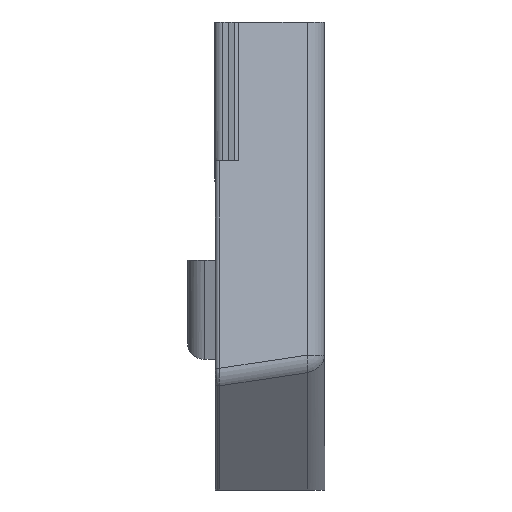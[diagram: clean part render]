
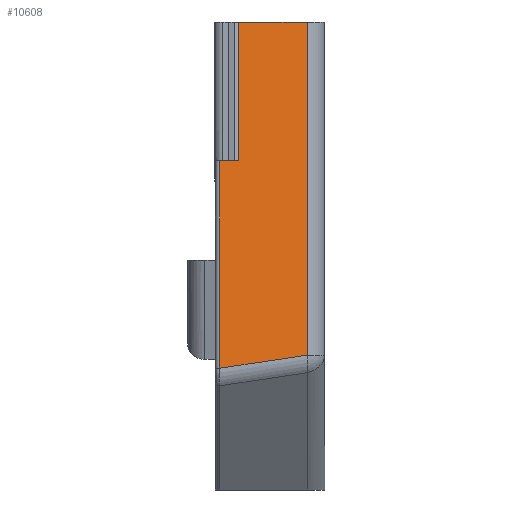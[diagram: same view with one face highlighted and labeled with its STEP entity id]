
A CAD part, left-side view. The second image highlights one B-rep face of the part: STEP entity #10608.
In plain terms, the highlighted planar face has unit normal (-0.94, -0.342, 0).
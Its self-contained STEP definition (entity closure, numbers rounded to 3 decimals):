
#4138 = PLANE('',#4139);
#4139 = AXIS2_PLACEMENT_3D('',#4140,#4141,#4142);
#4140 = CARTESIAN_POINT('',(-47.5,-1.5,-42.));
#4141 = DIRECTION('',(-0.,-0.,-1.));
#4142 = DIRECTION('',(-1.,0.,0.));
#4165 = CYLINDRICAL_SURFACE('',#4166,1.);
#4166 = AXIS2_PLACEMENT_3D('',#4167,#4168,#4169);
#4167 = CARTESIAN_POINT('',(-90.072,-1.5,0.));
#4168 = DIRECTION('',(0.,0.,-1.));
#4169 = DIRECTION('',(0.,1.,0.));
#4488 = PLANE('',#4489);
#4489 = AXIS2_PLACEMENT_3D('',#4490,#4491,#4492);
#4490 = CARTESIAN_POINT('',(-73.125,-22.879,
    0.));
#4491 = DIRECTION('',(0.,0.,1.));
#4492 = DIRECTION('',(0.,1.,0.));
#4516 = CYLINDRICAL_SURFACE('',#4517,8.);
#4517 = AXIS2_PLACEMENT_3D('',#4518,#4519,#4520);
#4518 = CARTESIAN_POINT('',(-73.887,-25.5,0.));
#4519 = DIRECTION('',(0.,0.,-1.));
#4520 = DIRECTION('',(-0.94,-0.342,0.
    ));
#4854 = CYLINDRICAL_SURFACE('',#4855,8.);
#4855 = AXIS2_PLACEMENT_3D('',#4856,#4857,#4858);
#4856 = CARTESIAN_POINT('',(-84.13,2.643,
    -104.947));
#4857 = DIRECTION('',(0.339,-0.93,0.14));
#4858 = DIRECTION('',(-0.94,-0.342,0.)
  );
#7375 = VERTEX_POINT('',#7376);
#7376 = CARTESIAN_POINT('',(-91.012,-1.842,
    -104.684));
#7617 = VERTEX_POINT('',#7618);
#7618 = CARTESIAN_POINT('',(-91.012,-1.842,-42.));
#7640 = EDGE_CURVE('',#7617,#7375,#7641,.T.);
#7641 = SURFACE_CURVE('',#7642,(#7646,#7653),.PCURVE_S1.);
#7642 = LINE('',#7643,#7644);
#7643 = CARTESIAN_POINT('',(-91.012,-1.842,
    0.));
#7644 = VECTOR('',#7645,1.);
#7645 = DIRECTION('',(0.,0.,-1.));
#7646 = PCURVE('',#4165,#7647);
#7647 = DEFINITIONAL_REPRESENTATION('',(#7648),#7652);
#7648 = LINE('',#7649,#7650);
#7649 = CARTESIAN_POINT('',(-1.92,0.));
#7650 = VECTOR('',#7651,1.);
#7651 = DIRECTION('',(-0.,1.));
#7652 = ( GEOMETRIC_REPRESENTATION_CONTEXT(2) 
PARAMETRIC_REPRESENTATION_CONTEXT() REPRESENTATION_CONTEXT('2D SPACE',''
  ) );
#7653 = PCURVE('',#7654,#7659);
#7654 = PLANE('',#7655);
#7655 = AXIS2_PLACEMENT_3D('',#7656,#7657,#7658);
#7656 = CARTESIAN_POINT('',(-91.5,-0.5,0.));
#7657 = DIRECTION('',(-0.94,-0.342,0.
    ));
#7658 = DIRECTION('',(0.,0.,1.));
#7659 = DEFINITIONAL_REPRESENTATION('',(#7660),#7664);
#7660 = LINE('',#7661,#7662);
#7661 = CARTESIAN_POINT('',(0.,-1.428));
#7662 = VECTOR('',#7663,1.);
#7663 = DIRECTION('',(-1.,0.));
#7664 = ( GEOMETRIC_REPRESENTATION_CONTEXT(2) 
PARAMETRIC_REPRESENTATION_CONTEXT() REPRESENTATION_CONTEXT('2D SPACE',''
  ) );
#7699 = VERTEX_POINT('',#7700);
#7700 = CARTESIAN_POINT('',(-88.952,-7.5,-42.));
#7714 = PLANE('',#7715);
#7715 = AXIS2_PLACEMENT_3D('',#7716,#7717,#7718);
#7716 = CARTESIAN_POINT('',(0.,-7.5,0.));
#7717 = DIRECTION('',(0.,1.,0.));
#7718 = DIRECTION('',(-1.,0.,0.));
#7726 = EDGE_CURVE('',#7699,#7617,#7727,.T.);
#7727 = SURFACE_CURVE('',#7728,(#7732,#7738),.PCURVE_S1.);
#7728 = LINE('',#7729,#7730);
#7729 = CARTESIAN_POINT('',(-88.766,-8.012,-42.));
#7730 = VECTOR('',#7731,1.);
#7731 = DIRECTION('',(-0.342,0.94,0.));
#7732 = PCURVE('',#4138,#7733);
#7733 = DEFINITIONAL_REPRESENTATION('',(#7734),#7737);
#7734 = B_SPLINE_CURVE_WITH_KNOTS('',1,(#7735,#7736),.UNSPECIFIED.,.F.,
  .F.,(2,2),(-0.732,9.375),.PIECEWISE_BEZIER_KNOTS.);
#7735 = CARTESIAN_POINT('',(41.015,-7.2));
#7736 = CARTESIAN_POINT('',(44.472,2.297));
#7737 = ( GEOMETRIC_REPRESENTATION_CONTEXT(2) 
PARAMETRIC_REPRESENTATION_CONTEXT() REPRESENTATION_CONTEXT('2D SPACE',''
  ) );
#7738 = PCURVE('',#7654,#7739);
#7739 = DEFINITIONAL_REPRESENTATION('',(#7740),#7743);
#7740 = B_SPLINE_CURVE_WITH_KNOTS('',1,(#7741,#7742),.UNSPECIFIED.,.F.,
  .F.,(2,2),(-0.732,9.375),.PIECEWISE_BEZIER_KNOTS.);
#7741 = CARTESIAN_POINT('',(-42.,-8.726));
#7742 = CARTESIAN_POINT('',(-42.,1.381));
#7743 = ( GEOMETRIC_REPRESENTATION_CONTEXT(2) 
PARAMETRIC_REPRESENTATION_CONTEXT() REPRESENTATION_CONTEXT('2D SPACE',''
  ) );
#8358 = VERTEX_POINT('',#8359);
#8359 = CARTESIAN_POINT('',(-81.405,-28.236,
    0.));
#8383 = VERTEX_POINT('',#8384);
#8384 = CARTESIAN_POINT('',(-81.405,-28.236,
    -100.705));
#8406 = EDGE_CURVE('',#8358,#8383,#8407,.T.);
#8407 = SURFACE_CURVE('',#8408,(#8412,#8419),.PCURVE_S1.);
#8408 = LINE('',#8409,#8410);
#8409 = CARTESIAN_POINT('',(-81.405,-28.236,
    0.));
#8410 = VECTOR('',#8411,1.);
#8411 = DIRECTION('',(0.,0.,-1.));
#8412 = PCURVE('',#4516,#8413);
#8413 = DEFINITIONAL_REPRESENTATION('',(#8414),#8418);
#8414 = LINE('',#8415,#8416);
#8415 = CARTESIAN_POINT('',(-0.,0.));
#8416 = VECTOR('',#8417,1.);
#8417 = DIRECTION('',(-0.,1.));
#8418 = ( GEOMETRIC_REPRESENTATION_CONTEXT(2) 
PARAMETRIC_REPRESENTATION_CONTEXT() REPRESENTATION_CONTEXT('2D SPACE',''
  ) );
#8419 = PCURVE('',#7654,#8420);
#8420 = DEFINITIONAL_REPRESENTATION('',(#8421),#8425);
#8421 = LINE('',#8422,#8423);
#8422 = CARTESIAN_POINT('',(0.,-29.516));
#8423 = VECTOR('',#8424,1.);
#8424 = DIRECTION('',(-1.,0.));
#8425 = ( GEOMETRIC_REPRESENTATION_CONTEXT(2) 
PARAMETRIC_REPRESENTATION_CONTEXT() REPRESENTATION_CONTEXT('2D SPACE',''
  ) );
#8679 = EDGE_CURVE('',#7375,#8383,#8680,.T.);
#8680 = SURFACE_CURVE('',#8681,(#8685,#8692),.PCURVE_S1.);
#8681 = LINE('',#8682,#8683);
#8682 = CARTESIAN_POINT('',(-91.648,-0.094,
    -104.947));
#8683 = VECTOR('',#8684,1.);
#8684 = DIRECTION('',(0.339,-0.93,0.14));
#8685 = PCURVE('',#4854,#8686);
#8686 = DEFINITIONAL_REPRESENTATION('',(#8687),#8691);
#8687 = LINE('',#8688,#8689);
#8688 = CARTESIAN_POINT('',(0.,0.));
#8689 = VECTOR('',#8690,1.);
#8690 = DIRECTION('',(0.,1.));
#8691 = ( GEOMETRIC_REPRESENTATION_CONTEXT(2) 
PARAMETRIC_REPRESENTATION_CONTEXT() REPRESENTATION_CONTEXT('2D SPACE',''
  ) );
#8692 = PCURVE('',#7654,#8693);
#8693 = DEFINITIONAL_REPRESENTATION('',(#8694),#8698);
#8694 = LINE('',#8695,#8696);
#8695 = CARTESIAN_POINT('',(-104.947,0.432));
#8696 = VECTOR('',#8697,1.);
#8697 = DIRECTION('',(0.14,-0.99));
#8698 = ( GEOMETRIC_REPRESENTATION_CONTEXT(2) 
PARAMETRIC_REPRESENTATION_CONTEXT() REPRESENTATION_CONTEXT('2D SPACE',''
  ) );
#10608 = ADVANCED_FACE('',(#10609),#7654,.T.);
#10609 = FACE_BOUND('',#10610,.F.);
#10610 = EDGE_LOOP('',(#10611,#10632,#10653,#10654,#10655,#10656));
#10611 = ORIENTED_EDGE('',*,*,#10612,.T.);
#10612 = EDGE_CURVE('',#7699,#10613,#10615,.T.);
#10613 = VERTEX_POINT('',#10614);
#10614 = CARTESIAN_POINT('',(-88.952,-7.5,0.));
#10615 = SURFACE_CURVE('',#10616,(#10620,#10626),.PCURVE_S1.);
#10616 = LINE('',#10617,#10618);
#10617 = CARTESIAN_POINT('',(-88.952,-7.5,0.));
#10618 = VECTOR('',#10619,1.);
#10619 = DIRECTION('',(0.,0.,1.));
#10620 = PCURVE('',#7654,#10621);
#10621 = DEFINITIONAL_REPRESENTATION('',(#10622),#10625);
#10622 = B_SPLINE_CURVE_WITH_KNOTS('',1,(#10623,#10624),.UNSPECIFIED.,
  .F.,.F.,(2,2),(-46.2,4.2),.PIECEWISE_BEZIER_KNOTS.);
#10623 = CARTESIAN_POINT('',(-46.2,-7.449));
#10624 = CARTESIAN_POINT('',(4.2,-7.449));
#10625 = ( GEOMETRIC_REPRESENTATION_CONTEXT(2) 
PARAMETRIC_REPRESENTATION_CONTEXT() REPRESENTATION_CONTEXT('2D SPACE',''
  ) );
#10626 = PCURVE('',#7714,#10627);
#10627 = DEFINITIONAL_REPRESENTATION('',(#10628),#10631);
#10628 = B_SPLINE_CURVE_WITH_KNOTS('',1,(#10629,#10630),.UNSPECIFIED.,
  .F.,.F.,(2,2),(-46.2,4.2),.PIECEWISE_BEZIER_KNOTS.);
#10629 = CARTESIAN_POINT('',(88.952,-46.2));
#10630 = CARTESIAN_POINT('',(88.952,4.2));
#10631 = ( GEOMETRIC_REPRESENTATION_CONTEXT(2) 
PARAMETRIC_REPRESENTATION_CONTEXT() REPRESENTATION_CONTEXT('2D SPACE',''
  ) );
#10632 = ORIENTED_EDGE('',*,*,#10633,.T.);
#10633 = EDGE_CURVE('',#10613,#8358,#10634,.T.);
#10634 = SURFACE_CURVE('',#10635,(#10639,#10646),.PCURVE_S1.);
#10635 = LINE('',#10636,#10637);
#10636 = CARTESIAN_POINT('',(-86.148,-15.204,
    0.));
#10637 = VECTOR('',#10638,1.);
#10638 = DIRECTION('',(0.342,-0.94,0.
    ));
#10639 = PCURVE('',#7654,#10640);
#10640 = DEFINITIONAL_REPRESENTATION('',(#10641),#10645);
#10641 = LINE('',#10642,#10643);
#10642 = CARTESIAN_POINT('',(0.,-15.647));
#10643 = VECTOR('',#10644,1.);
#10644 = DIRECTION('',(0.,-1.));
#10645 = ( GEOMETRIC_REPRESENTATION_CONTEXT(2) 
PARAMETRIC_REPRESENTATION_CONTEXT() REPRESENTATION_CONTEXT('2D SPACE',''
  ) );
#10646 = PCURVE('',#4488,#10647);
#10647 = DEFINITIONAL_REPRESENTATION('',(#10648),#10652);
#10648 = LINE('',#10649,#10650);
#10649 = CARTESIAN_POINT('',(7.675,13.023));
#10650 = VECTOR('',#10651,1.);
#10651 = DIRECTION('',(-0.94,-0.342));
#10652 = ( GEOMETRIC_REPRESENTATION_CONTEXT(2) 
PARAMETRIC_REPRESENTATION_CONTEXT() REPRESENTATION_CONTEXT('2D SPACE',''
  ) );
#10653 = ORIENTED_EDGE('',*,*,#8406,.T.);
#10654 = ORIENTED_EDGE('',*,*,#8679,.F.);
#10655 = ORIENTED_EDGE('',*,*,#7640,.F.);
#10656 = ORIENTED_EDGE('',*,*,#7726,.F.);
